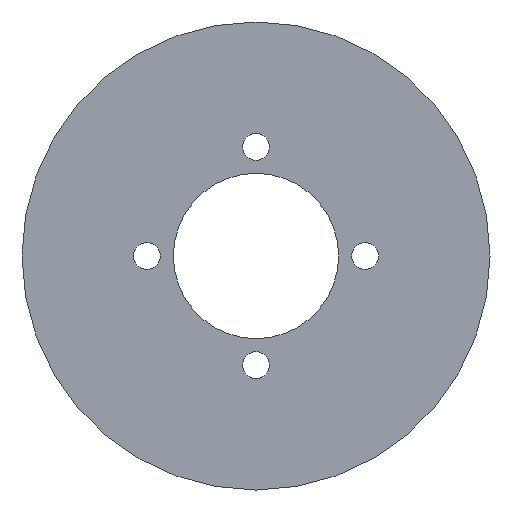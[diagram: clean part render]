
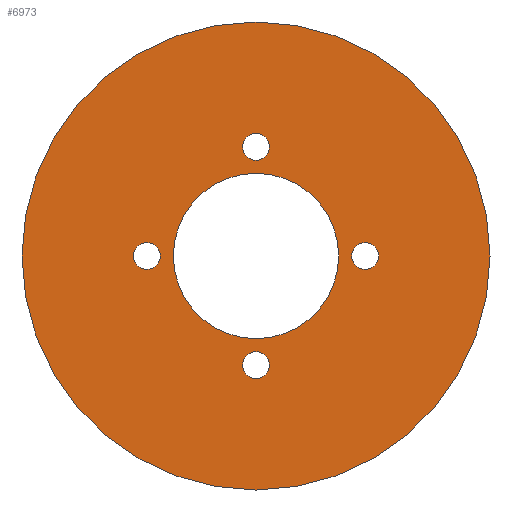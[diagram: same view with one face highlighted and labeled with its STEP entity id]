
A CAD part, front view. The second image highlights one B-rep face of the part: STEP entity #6973.
In plain terms, the highlighted planar face has unit normal (0, -1, 0).
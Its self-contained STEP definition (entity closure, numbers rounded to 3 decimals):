
#254=FACE_BOUND('',#790,.T.);
#255=FACE_BOUND('',#791,.T.);
#256=FACE_BOUND('',#792,.T.);
#257=FACE_BOUND('',#793,.T.);
#258=FACE_BOUND('',#794,.T.);
#262=PLANE('',#7613);
#410=FACE_OUTER_BOUND('',#789,.T.);
#789=EDGE_LOOP('',(#5154));
#790=EDGE_LOOP('',(#5155));
#791=EDGE_LOOP('',(#5156));
#792=EDGE_LOOP('',(#5157));
#793=EDGE_LOOP('',(#5158));
#794=EDGE_LOOP('',(#5159));
#2661=CIRCLE('',#7589,37.5);
#2672=CIRCLE('',#7604,13.25);
#2673=CIRCLE('',#7606,2.15);
#2674=CIRCLE('',#7608,2.15);
#2675=CIRCLE('',#7610,2.15);
#2676=CIRCLE('',#7612,2.15);
#3265=VERTEX_POINT('',#11255);
#3275=VERTEX_POINT('',#11282);
#3276=VERTEX_POINT('',#11286);
#3277=VERTEX_POINT('',#11290);
#3278=VERTEX_POINT('',#11294);
#3279=VERTEX_POINT('',#11298);
#4004=EDGE_CURVE('',#3265,#3265,#2661,.T.);
#4017=EDGE_CURVE('',#3275,#3275,#2672,.T.);
#4019=EDGE_CURVE('',#3276,#3276,#2673,.T.);
#4021=EDGE_CURVE('',#3277,#3277,#2674,.T.);
#4023=EDGE_CURVE('',#3278,#3278,#2675,.T.);
#4025=EDGE_CURVE('',#3279,#3279,#2676,.T.);
#5154=ORIENTED_EDGE('',*,*,#4004,.T.);
#5155=ORIENTED_EDGE('',*,*,#4025,.T.);
#5156=ORIENTED_EDGE('',*,*,#4023,.T.);
#5157=ORIENTED_EDGE('',*,*,#4021,.T.);
#5158=ORIENTED_EDGE('',*,*,#4019,.T.);
#5159=ORIENTED_EDGE('',*,*,#4017,.T.);
#6973=ADVANCED_FACE('',(#410,#254,#255,#256,#257,#258),#262,.T.);
#7589=AXIS2_PLACEMENT_3D('',#11256,#8800,#8801);
#7604=AXIS2_PLACEMENT_3D('',#11283,#8832,#8833);
#7606=AXIS2_PLACEMENT_3D('',#11287,#8837,#8838);
#7608=AXIS2_PLACEMENT_3D('',#11291,#8842,#8843);
#7610=AXIS2_PLACEMENT_3D('',#11295,#8847,#8848);
#7612=AXIS2_PLACEMENT_3D('',#11299,#8852,#8853);
#7613=AXIS2_PLACEMENT_3D('',#11301,#8855,#8856);
#8800=DIRECTION('center_axis',(0.,-1.,0.));
#8801=DIRECTION('ref_axis',(1.,0.,0.));
#8832=DIRECTION('center_axis',(0.,1.,0.));
#8833=DIRECTION('ref_axis',(-1.,0.,0.));
#8837=DIRECTION('center_axis',(0.,1.,0.));
#8838=DIRECTION('ref_axis',(-1.,0.,0.));
#8842=DIRECTION('center_axis',(0.,1.,0.));
#8843=DIRECTION('ref_axis',(-1.,0.,0.));
#8847=DIRECTION('center_axis',(0.,1.,0.));
#8848=DIRECTION('ref_axis',(-1.,0.,0.));
#8852=DIRECTION('center_axis',(0.,1.,0.));
#8853=DIRECTION('ref_axis',(-1.,0.,0.));
#8855=DIRECTION('center_axis',(0.,-1.,0.));
#8856=DIRECTION('ref_axis',(0.,0.,-1.));
#11255=CARTESIAN_POINT('',(-37.5,-1.8,0.));
#11256=CARTESIAN_POINT('Origin',(0.,-1.8,0.));
#11282=CARTESIAN_POINT('',(13.25,-1.8,0.));
#11283=CARTESIAN_POINT('Origin',(0.,-1.8,0.));
#11286=CARTESIAN_POINT('',(2.15,-1.8,-17.5));
#11287=CARTESIAN_POINT('Origin',(0.,-1.8,-17.5));
#11290=CARTESIAN_POINT('',(19.65,-1.8,0.));
#11291=CARTESIAN_POINT('Origin',(17.5,-1.8,0.));
#11294=CARTESIAN_POINT('',(2.15,-1.8,17.5));
#11295=CARTESIAN_POINT('Origin',(0.,-1.8,17.5));
#11298=CARTESIAN_POINT('',(-15.35,-1.8,0.));
#11299=CARTESIAN_POINT('Origin',(-17.5,-1.8,0.));
#11301=CARTESIAN_POINT('Origin',(0.,-1.8,0.));
